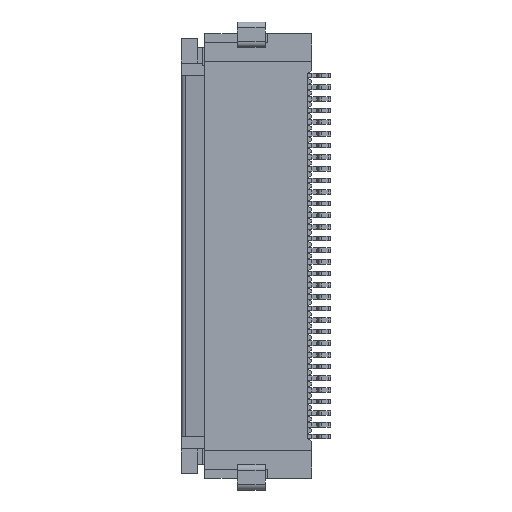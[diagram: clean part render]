
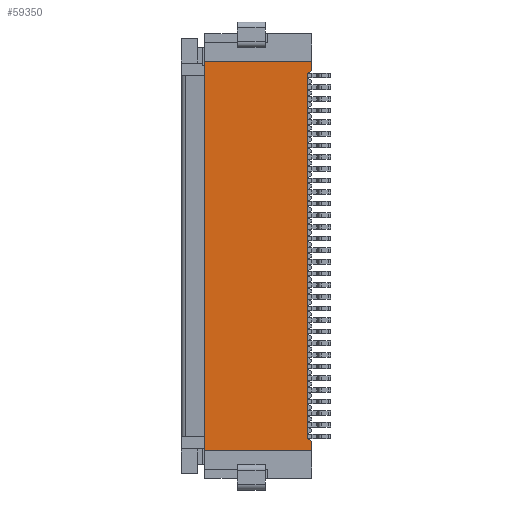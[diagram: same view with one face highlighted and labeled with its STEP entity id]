
A CAD part, left-side view. The second image highlights one B-rep face of the part: STEP entity #59350.
In plain terms, the highlighted planar face has unit normal (-1, 0, 0).
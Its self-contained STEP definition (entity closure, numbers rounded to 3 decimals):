
#10490=CARTESIAN_POINT('',(-2.015,1.009,15.058));
#10500=VERTEX_POINT('',#10490);
#10530=CARTESIAN_POINT('',(-2.015,1.009,16.325));
#10540=DIRECTION('',(0.,0.,1.));
#10550=VECTOR('',#10540,1.);
#10560=LINE('',#10530,#10550);
#10570=CARTESIAN_POINT('',(-2.015,1.009,-1.643));
#10580=VERTEX_POINT('',#10570);
#10590=EDGE_CURVE('',#10580,#10500,#10560,.T.);
#53910=CARTESIAN_POINT('',(-2.015,1.009,-1.643));
#53920=DIRECTION('',(0.,-1.,0.));
#53930=VECTOR('',#53920,1.);
#53940=LINE('',#53910,#53930);
#53950=CARTESIAN_POINT('',(-2.015,-3.591,-1.643))
;
#53960=VERTEX_POINT('',#53950);
#53970=EDGE_CURVE('',#10580,#53960,#53940,.T.);
#54290=CARTESIAN_POINT('',(-2.015,-3.591,-2.69));
#54300=DIRECTION('',(0.,0.,1.));
#54310=VECTOR('',#54300,1.);
#54320=LINE('',#54290,#54310);
#54330=CARTESIAN_POINT('',(-2.015,-3.591,-1.243))
;
#54340=VERTEX_POINT('',#54330);
#54350=EDGE_CURVE('',#53960,#54340,#54320,.T.);
#58870=CARTESIAN_POINT('',(-2.015,-3.341,25.055));
#58880=DIRECTION('',(-1.,0.,0.));
#58890=DIRECTION('',(0.,-1.,0.));
#58900=AXIS2_PLACEMENT_3D('',#58870,#58880,#58890);
#58910=PLANE('',#58900);
#58920=CARTESIAN_POINT('',(-2.015,-3.391,20.555));
#58930=DIRECTION('',(0.,0.,-1.));
#58940=VECTOR('',#58930,1.);
#58950=LINE('',#58920,#58940);
#58960=CARTESIAN_POINT('',(-2.015,-3.391,14.555));
#58970=VERTEX_POINT('',#58960);
#58980=CARTESIAN_POINT('',(-2.015,-3.391,-1.14));
#58990=VERTEX_POINT('',#58980);
#59000=EDGE_CURVE('',#58970,#58990,#58950,.T.);
#59010=ORIENTED_EDGE('',*,*,#59000,.F.);
#59020=CARTESIAN_POINT('',(-2.015,0.,0.598));
#59030=DIRECTION('',(0.,-0.89,-0.456));
#59040=VECTOR('',#59030,1.);
#59050=LINE('',#59020,#59040);
#59060=EDGE_CURVE('',#58990,#54340,#59050,.T.);
#59070=ORIENTED_EDGE('',*,*,#59060,.F.);
#59080=ORIENTED_EDGE('',*,*,#54350,.T.);
#59090=ORIENTED_EDGE('',*,*,#53970,.T.);
#59100=ORIENTED_EDGE('',*,*,#10590,.F.);
#59110=CARTESIAN_POINT('',(-2.015,1.009,15.058));
#59120=DIRECTION('',(0.,-1.,0.));
#59130=VECTOR('',#59120,1.);
#59140=LINE('',#59110,#59130);
#59150=CARTESIAN_POINT('',(-2.015,-3.591,15.058))
;
#59160=VERTEX_POINT('',#59150);
#59170=EDGE_CURVE('',#10500,#59160,#59140,.T.);
#59180=ORIENTED_EDGE('',*,*,#59170,.F.);
#59190=CARTESIAN_POINT('',(-2.015,-3.591,16.105));
#59200=DIRECTION('',(0.,0.,-1.));
#59210=VECTOR('',#59200,1.);
#59220=LINE('',#59190,#59210);
#59230=CARTESIAN_POINT('',(-2.015,-3.591,14.658))
;
#59240=VERTEX_POINT('',#59230);
#59250=EDGE_CURVE('',#59160,#59240,#59220,.T.);
#59260=ORIENTED_EDGE('',*,*,#59250,.F.);
#59270=CARTESIAN_POINT('',(-2.015,0.,12.817));
#59280=DIRECTION('',(0.,0.89,-0.456));
#59290=VECTOR('',#59280,1.);
#59300=LINE('',#59270,#59290);
#59310=EDGE_CURVE('',#59240,#58970,#59300,.T.);
#59320=ORIENTED_EDGE('',*,*,#59310,.F.);
#59330=EDGE_LOOP('',(#59320,#59260,#59180,#59100,#59090,#59080,#59070,
#59010));
#59340=FACE_OUTER_BOUND('',#59330,.T.);
#59350=ADVANCED_FACE('',(#59340),#58910,.T.);
